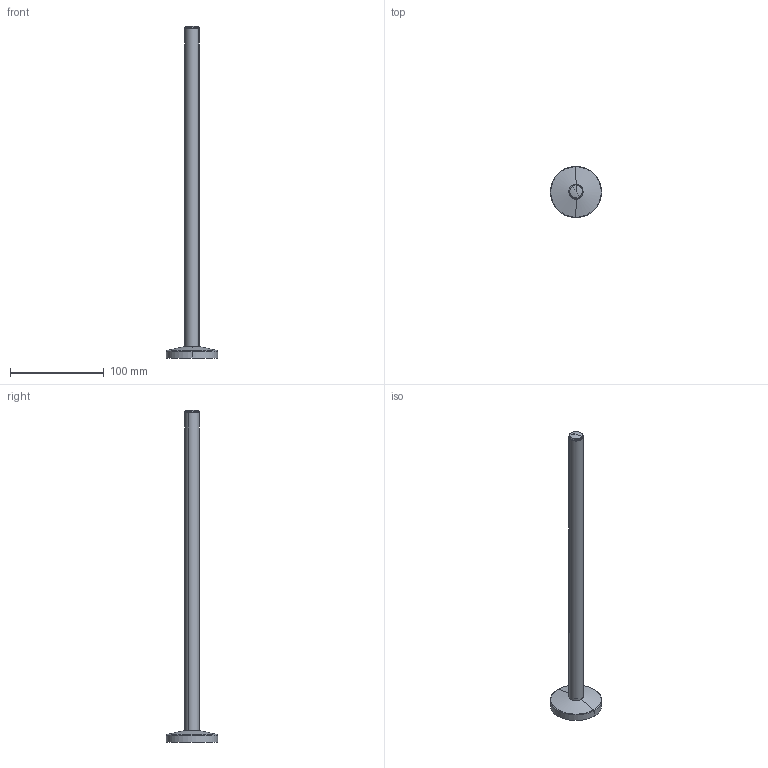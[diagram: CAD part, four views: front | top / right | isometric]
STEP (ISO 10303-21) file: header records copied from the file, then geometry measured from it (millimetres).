
FILE_DESCRIPTION(('CAx-IF Rec.Pracs.---Model Styling and Organization---1.2---2011-12-15','CAx-IF Rec.Pracs.---Geometric and Assembly Validation Properties---4.1---2014-06-16','CAx-IF Rec.Pracs.---PMI Polyline Presentation---2.0---2013-05-24'),'2;1');
FILE_NAME('1000148662_PPR_000.stp','2021-01-12T08:49:13+01:00',(''),(''),'STEP Interface 4.3 by CT CoreTechnologie','3D_Evolution4.3 by CT CoreTechnologie','');
FILE_SCHEMA(('AP203_CONFIGURATION_CONTROLLED_3D_DESIGN_OF_MECHANICAL_PARTS_AND_ASSEMBLIES_MIM_LF'));
Length unit declared in the file: millimetre
Products named in the file (5): P_2 AX Universal Circular Handtuchhalter 1000148662_PPR_000_A1; P_2 Wandhalter Handtuchhalter  B&O 1000148661_PPA_000_A0; P_2 Rohr D15 B&O 340mm Single Towel Hold 1000148784_PPA_000_A0; P_2 Kappe Handtuchhalter AX BO 1000148646_PPA_000_A0; P_2 Rosette Mono Towel Holder B&O 1000150034_PPA_000_A0
Assembly tree (4 placements, depth 2):
  P_2 AX Universal Circular Handtuchhalter 1000148662_PPR_000_A1
    P_2 Wandhalter Handtuchhalter  B&O 1000148661_PPA_000_A0
    P_2 Rohr D15 B&O 340mm Single Towel Hold 1000148784_PPA_000_A0
    P_2 Kappe Handtuchhalter AX BO 1000148646_PPA_000_A0
    P_2 Rosette Mono Towel Holder B&O 1000150034_PPA_000_A0
Bounding box: 54.8 x 54.8 x 354.35 mm (x, y, z)
Volume: 84716.7 mm3; surface area: 23838.6 mm2
Topology: 4 solids, 4 shells, 42 faces, 89 edges, 53 vertices
Faces by surface type: cylinder 19, bspline 15, plane 8
Entity records: 2529 total; most frequent: CARTESIAN_POINT 643, DIRECTION 215, ORIENTED_EDGE 172, AXIS2_PLACEMENT_3D 97, EDGE_CURVE 86, DESCRIPTIVE_REPRESENTATION_ITEM 79, REPRESENTATION 79, PROPERTY_DEFINITION 79
